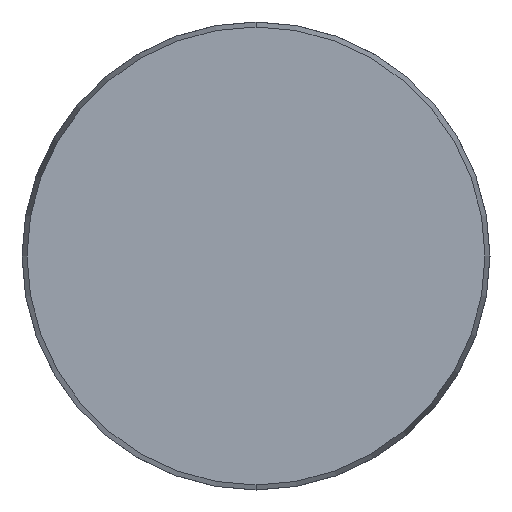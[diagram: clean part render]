
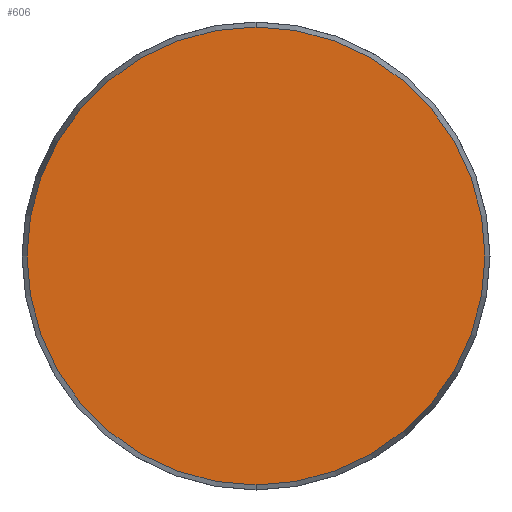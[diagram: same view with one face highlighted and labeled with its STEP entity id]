
A CAD part, front view. The second image highlights one B-rep face of the part: STEP entity #606.
In plain terms, the highlighted planar face has unit normal (0, -1, 0).
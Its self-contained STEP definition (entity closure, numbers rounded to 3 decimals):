
#42 = EDGE_LOOP ( 'NONE', ( #913, #991 ) ) ;
#51 = CARTESIAN_POINT ( 'NONE',  ( 0., 0., 0. ) ) ;
#70 = DIRECTION ( 'NONE',  ( 0., -1., 0. ) ) ;
#76 = AXIS2_PLACEMENT_3D ( 'NONE', #607, #70, #1054 ) ;
#102 = EDGE_CURVE ( 'NONE', #511, #549, #363, .T. ) ;
#196 = CIRCLE ( 'NONE', #438, 39.143 ) ;
#334 = FACE_OUTER_BOUND ( 'NONE', #42, .T. ) ;
#363 = CIRCLE ( 'NONE', #76, 39.143 ) ;
#408 = PLANE ( 'NONE',  #836 ) ;
#428 = CARTESIAN_POINT ( 'NONE',  ( 0., 0., -39.143 ) ) ;
#438 = AXIS2_PLACEMENT_3D ( 'NONE', #51, #699, #592 ) ;
#507 = DIRECTION ( 'NONE',  ( 0., 0., 1. ) ) ;
#508 = EDGE_CURVE ( 'NONE', #549, #511, #196, .T. ) ;
#511 = VERTEX_POINT ( 'NONE', #428 ) ;
#549 = VERTEX_POINT ( 'NONE', #865 ) ;
#592 = DIRECTION ( 'NONE',  ( 0., 0., -1. ) ) ;
#606 = ADVANCED_FACE ( 'NONE', ( #334 ), #408, .F. ) ;
#607 = CARTESIAN_POINT ( 'NONE',  ( 0., 0., 0. ) ) ;
#699 = DIRECTION ( 'NONE',  ( 0., -1., 0. ) ) ;
#704 = DIRECTION ( 'NONE',  ( 0., 1., 0. ) ) ;
#770 = CARTESIAN_POINT ( 'NONE',  ( -39.143, 0., 0. ) ) ;
#836 = AXIS2_PLACEMENT_3D ( 'NONE', #770, #704, #507 ) ;
#865 = CARTESIAN_POINT ( 'NONE',  ( 0., 0., 39.143 ) ) ;
#913 = ORIENTED_EDGE ( 'NONE', *, *, #508, .T. ) ;
#991 = ORIENTED_EDGE ( 'NONE', *, *, #102, .T. ) ;
#1054 = DIRECTION ( 'NONE',  ( 0., 0., -1. ) ) ;
